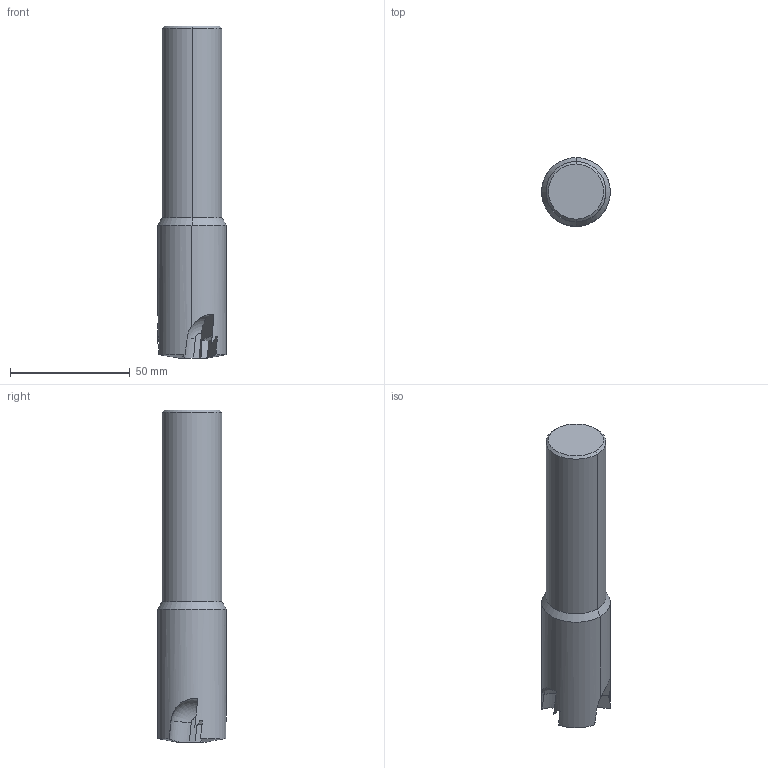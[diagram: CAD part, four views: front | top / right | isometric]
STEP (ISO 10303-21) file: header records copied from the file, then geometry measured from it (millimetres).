
FILE_DESCRIPTION(('no description'),'unknown implementation level');
FILE_NAME('solidjo8kxXP8PtfVc1th9MY0aZZNObE_1.STP',' ',('CIM GmbH Aachen'),('CADClick - KiM GmbH - www.kimweb.de'),'unknown preprocess','ACIS','unknown authorization');
FILE_SCHEMA(('automotive_design'));
Length unit declared in the file: millimetre
Products named in the file (1): 1
Bounding box: 28.64 x 28.64 x 138.41 mm (x, y, z)
Volume: 71256.8 mm3; surface area: 13244.4 mm2
Topology: 1 solids, 1 shells, 58 faces, 158 edges, 102 vertices
Faces by surface type: plane 28, cylinder 18, cone 9, torus 3
Entity records: 3998 total; most frequent: CARTESIAN_POINT 742, STYLED_ITEM 319, PRESENTATION_STYLE_ASSIGNMENT 319, COLOUR_RGB 319, ORIENTED_EDGE 316, DIRECTION 314, EDGE_CURVE 158, CURVE_STYLE 158
